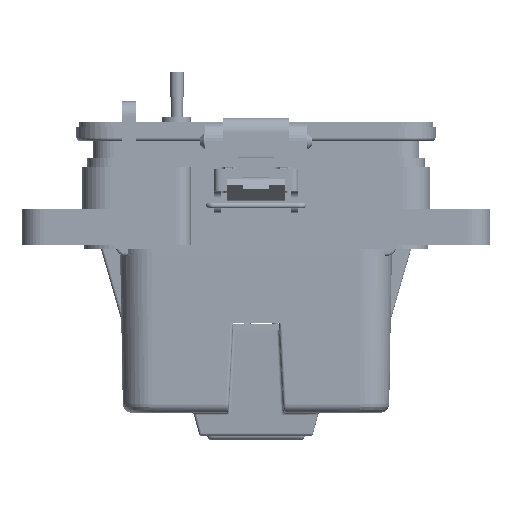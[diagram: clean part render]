
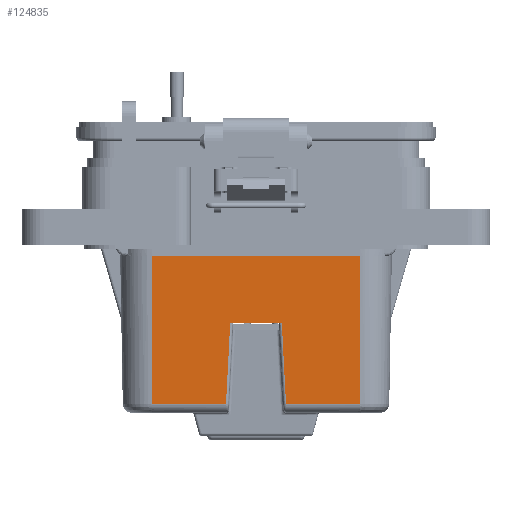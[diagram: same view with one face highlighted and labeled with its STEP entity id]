
A CAD part, front view. The second image highlights one B-rep face of the part: STEP entity #124835.
In plain terms, the highlighted face is planar.
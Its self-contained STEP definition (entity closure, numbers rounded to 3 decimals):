
#3088 = ORIENTED_EDGE ( 'NONE', *, *, #183678, .T. ) ;
#5006 = CARTESIAN_POINT ( 'NONE',  ( 23.981, 0., -2.54 ) ) ;
#9385 = LINE ( 'NONE', #25819, #97902 ) ;
#15554 = CARTESIAN_POINT ( 'NONE',  ( 23.659, -7.11, -20.991 ) ) ;
#16377 = EDGE_CURVE ( 'NONE', #23764, #68734, #119361, .T. ) ;
#18473 = DIRECTION ( 'NONE',  ( 0.017, 0., 1. ) ) ;
#23764 = VERTEX_POINT ( 'NONE', #145031 ) ;
#25819 = CARTESIAN_POINT ( 'NONE',  ( 23.981, -28.553, -2.54 ) ) ;
#37827 = DIRECTION ( 'NONE',  ( 0., 1., 0. ) ) ;
#37988 = ORIENTED_EDGE ( 'NONE', *, *, #59035, .T. ) ;
#39033 = EDGE_CURVE ( 'NONE', #68734, #90808, #79186, .T. ) ;
#39538 = CARTESIAN_POINT ( 'NONE',  ( 23.271, 8.273, -43.184 ) ) ;
#40854 = LINE ( 'NONE', #117653, #150816 ) ;
#42367 = VERTEX_POINT ( 'NONE', #75178 ) ;
#43400 = VERTEX_POINT ( 'NONE', #135242 ) ;
#45607 = EDGE_CURVE ( 'NONE', #23764, #43400, #55904, .T. ) ;
#55262 = VERTEX_POINT ( 'NONE', #62168 ) ;
#55904 = LINE ( 'NONE', #118361, #126859 ) ;
#59035 = EDGE_CURVE ( 'NONE', #55262, #134144, #40854, .T. ) ;
#62168 = CARTESIAN_POINT ( 'NONE',  ( 23.271, -28.553, -43.224 ) ) ;
#62599 = LINE ( 'NONE', #158793, #111225 ) ;
#68734 = VERTEX_POINT ( 'NONE', #194934 ) ;
#75178 = CARTESIAN_POINT ( 'NONE',  ( 23.981, 28.553, -2.54 ) ) ;
#79186 = LINE ( 'NONE', #170366, #97487 ) ;
#81065 = DIRECTION ( 'NONE',  ( 0.017, 0.052, 0.998 ) ) ;
#83886 = DIRECTION ( 'NONE',  ( 0., -1., 0. ) ) ;
#90808 = VERTEX_POINT ( 'NONE', #192316 ) ;
#93311 = VERTEX_POINT ( 'NONE', #103020 ) ;
#93749 = VECTOR ( 'NONE', #81065, 1000. ) ;
#97487 = VECTOR ( 'NONE', #187737, 1000. ) ;
#97902 = VECTOR ( 'NONE', #135379, 1000. ) ;
#103020 = CARTESIAN_POINT ( 'NONE',  ( 23.981, -28.553, -2.54 ) ) ;
#111225 = VECTOR ( 'NONE', #18473, 1000. ) ;
#113635 = ORIENTED_EDGE ( 'NONE', *, *, #187851, .T. ) ;
#115657 = LINE ( 'NONE', #5006, #145386 ) ;
#117653 = CARTESIAN_POINT ( 'NONE',  ( 23.271, -7.644, -43.224 ) ) ;
#118361 = CARTESIAN_POINT ( 'NONE',  ( 23.658, 0., -21.031 ) ) ;
#119361 = LINE ( 'NONE', #39538, #133590 ) ;
#124835 = ADVANCED_FACE ( 'NONE', ( #152150 ), #198259, .T. ) ;
#126859 = VECTOR ( 'NONE', #199182, 1000. ) ;
#133590 = VECTOR ( 'NONE', #135728, 1000. ) ;
#134144 = VERTEX_POINT ( 'NONE', #197477 ) ;
#135242 = CARTESIAN_POINT ( 'NONE',  ( 23.658, -7.112, -21.031 ) ) ;
#135379 = DIRECTION ( 'NONE',  ( -0.017, 0., -1. ) ) ;
#135728 = DIRECTION ( 'NONE',  ( -0.017, 0.052, -0.998 ) ) ;
#137927 = ORIENTED_EDGE ( 'NONE', *, *, #143280, .T. ) ;
#139766 = CARTESIAN_POINT ( 'NONE',  ( 23.981, 0., -2.54 ) ) ;
#143280 = EDGE_CURVE ( 'NONE', #42367, #93311, #115657, .T. ) ;
#145031 = CARTESIAN_POINT ( 'NONE',  ( 23.658, 7.112, -21.031 ) ) ;
#145386 = VECTOR ( 'NONE', #83886, 1000. ) ;
#146243 = EDGE_CURVE ( 'NONE', #134144, #43400, #155890, .T. ) ;
#150816 = VECTOR ( 'NONE', #37827, 1000. ) ;
#152150 = FACE_OUTER_BOUND ( 'NONE', #155375, .T. ) ;
#155375 = EDGE_LOOP ( 'NONE', ( #37988, #183282, #181891, #197298, #177341, #113635, #137927, #3088 ) ) ;
#155890 = LINE ( 'NONE', #15554, #93749 ) ;
#158793 = CARTESIAN_POINT ( 'NONE',  ( 23.981, 28.553, -2.54 ) ) ;
#159084 = AXIS2_PLACEMENT_3D ( 'NONE', #139766, #199240, #200246 ) ;
#170366 = CARTESIAN_POINT ( 'NONE',  ( 23.271, 28.553, -43.224 ) ) ;
#177341 = ORIENTED_EDGE ( 'NONE', *, *, #39033, .T. ) ;
#181891 = ORIENTED_EDGE ( 'NONE', *, *, #45607, .F. ) ;
#183282 = ORIENTED_EDGE ( 'NONE', *, *, #146243, .T. ) ;
#183678 = EDGE_CURVE ( 'NONE', #93311, #55262, #9385, .T. ) ;
#187737 = DIRECTION ( 'NONE',  ( 0., 1., 0. ) ) ;
#187851 = EDGE_CURVE ( 'NONE', #90808, #42367, #62599, .T. ) ;
#192316 = CARTESIAN_POINT ( 'NONE',  ( 23.271, 28.553, -43.224 ) ) ;
#194934 = CARTESIAN_POINT ( 'NONE',  ( 23.271, 8.275, -43.224 ) ) ;
#197298 = ORIENTED_EDGE ( 'NONE', *, *, #16377, .T. ) ;
#197477 = CARTESIAN_POINT ( 'NONE',  ( 23.271, -8.275, -43.224 ) ) ;
#198259 = PLANE ( 'NONE',  #159084 ) ;
#199182 = DIRECTION ( 'NONE',  ( 0., -1., 0. ) ) ;
#199240 = DIRECTION ( 'NONE',  ( 1., 0., -0.017 ) ) ;
#200246 = DIRECTION ( 'NONE',  ( -0.017, 0., -1. ) ) ;
